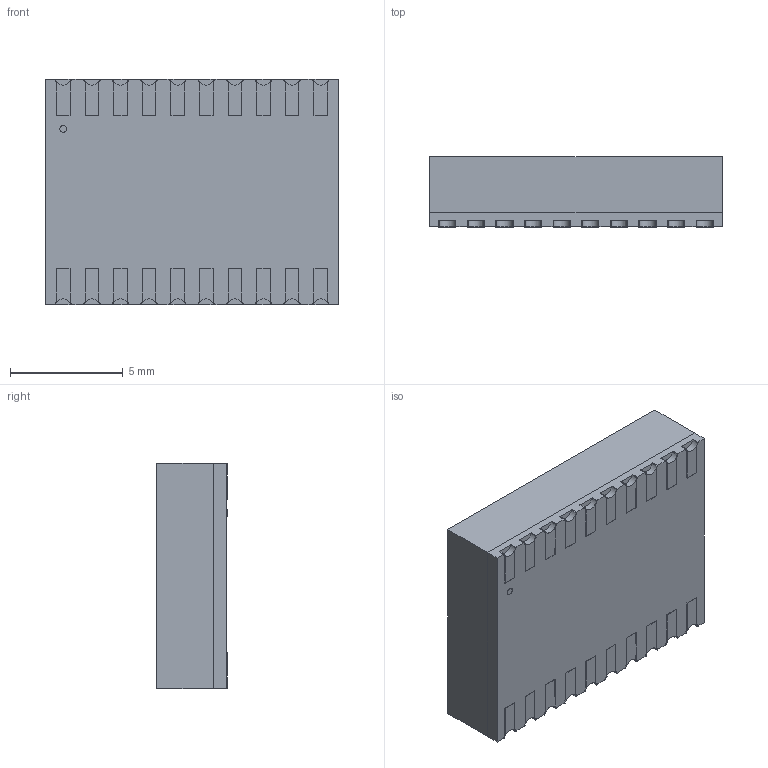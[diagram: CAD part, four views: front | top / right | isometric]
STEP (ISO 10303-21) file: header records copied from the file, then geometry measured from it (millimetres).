
FILE_DESCRIPTION((''),'2;1');
FILE_NAME('1_ASM','2021-07-13T',('eng604'),(''),'PRO/ENGINEER BY PARAMETRIC TECHNOLOGY CORPORATION, 2014000','PRO/ENGINEER BY PARAMETRIC TECHNOLOGY CORPORATION, 2014000','');
FILE_SCHEMA(('CONFIG_CONTROL_DESIGN'));
Length unit declared in the file: millimetre
Products named in the file (4): TD541S485H_12; TD541S485H-TOP_3; TD541S485H_ASM_24_ASM; 1_ASM
Assembly tree (3 placements, depth 3):
  1_ASM
    TD541S485H_ASM_24_ASM
      TD541S485H_12
      TD541S485H-TOP_3
Bounding box: 13 x 3.12 x 10.01 mm (x, y, z)
Volume: 402.6 mm3; surface area: 666.2 mm2
Topology: 2 solids, 2 shells, 338 faces, 876 edges, 544 vertices
Faces by surface type: plane 274, cylinder 64
Entity records: 11035 total; most frequent: CARTESIAN_POINT 1767, ORIENTED_EDGE 1752, DIRECTION 1698, EDGE_CURVE 876, VECTOR 748, LINE 748, VERTEX_POINT 544, AXIS2_PLACEMENT_3D 475
